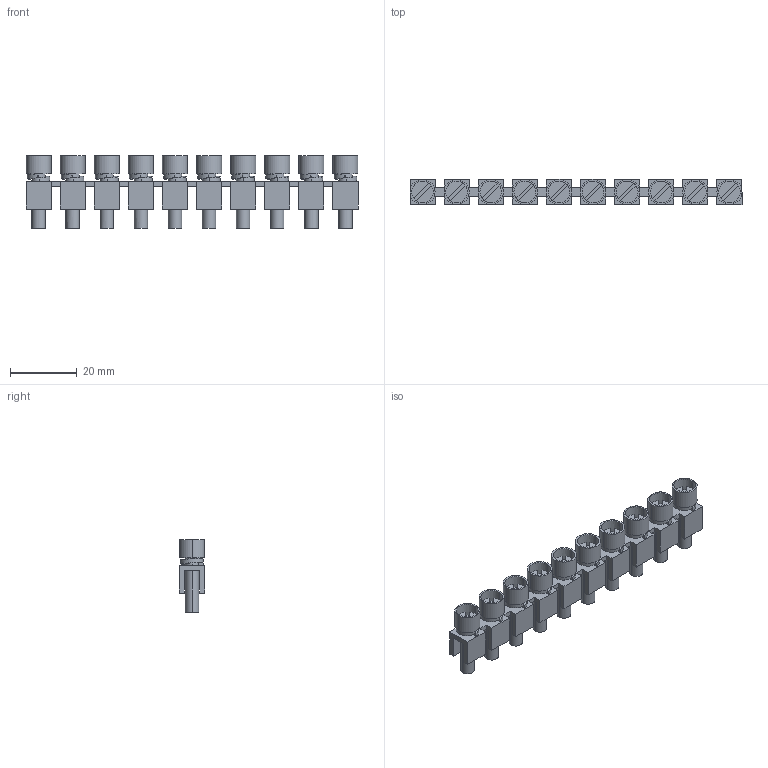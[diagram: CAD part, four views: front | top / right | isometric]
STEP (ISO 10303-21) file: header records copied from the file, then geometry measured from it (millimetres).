
FILE_DESCRIPTION(('Creo Elements/Direct Modeling STEP Export'),'2;1');
FILE_NAME('model.stp','2019-12-17T 0:27:29',(''),(''),'Creo Elements/Direct Modeling STEP processor for AP214 (Solid Model)','Creo Elements/Direct Modeling 20.1A 29-Sep-2018 (C) Parametric Technology GmbH','');
FILE_SCHEMA(('AUTOMOTIVE_DESIGN { 1 0 10303 214 1 1 1 1 }'));
Length unit declared in the file: millimetre
Products named in the file (2): FBI_10_10_EX-select
Assembly tree (1 placements, depth 2):
  FBI_10_10_EX-select
    FBI_10_10_EX-select
Bounding box: 99.3 x 7.5 x 21.8 mm (x, y, z)
Volume: 6010.6 mm3; surface area: 9236.1 mm2
Topology: 1 solids, 1 shells, 358 faces, 964 edges, 648 vertices
Faces by surface type: plane 218, cylinder 110, bspline 30
Entity records: 22986 total; most frequent: CARTESIAN_POINT 11880, ORIENTED_EDGE 1928, DIRECTION 1363, EDGE_CURVE 964, VERTEX_POINT 648, VECTOR 539, LINE 539, AXIS2_PLACEMENT_3D 412
